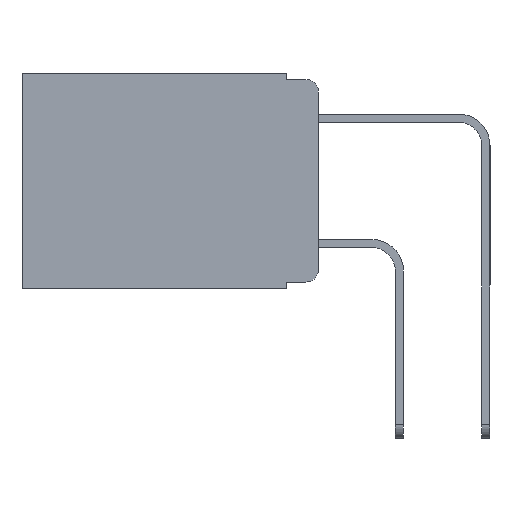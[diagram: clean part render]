
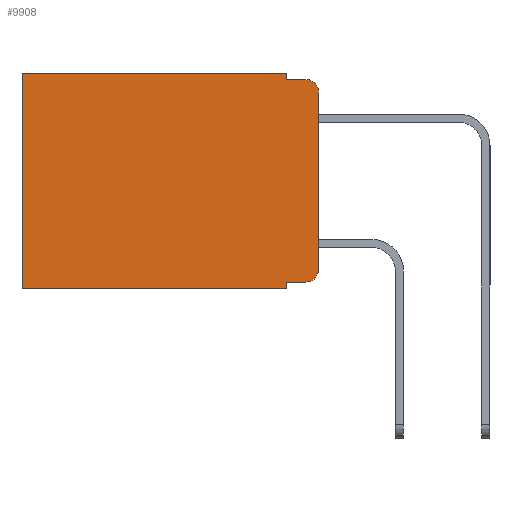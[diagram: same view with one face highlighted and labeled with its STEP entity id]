
A CAD part, left-side view. The second image highlights one B-rep face of the part: STEP entity #9908.
In plain terms, the highlighted planar face has unit normal (-1, 0, 0).
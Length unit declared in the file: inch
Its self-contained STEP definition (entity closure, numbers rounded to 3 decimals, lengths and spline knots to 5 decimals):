
#66 = VECTOR ( 'NONE', #11803, 39.37008 ) ;
#67 = DIRECTION ( 'NONE',  ( 0., 1., 0. ) ) ;
#592 = ORIENTED_EDGE ( 'NONE', *, *, #7037, .F. ) ;
#731 = AXIS2_PLACEMENT_3D ( 'NONE', #8288, #1143, #9442 ) ;
#958 = ORIENTED_EDGE ( 'NONE', *, *, #10242, .T. ) ;
#961 = CARTESIAN_POINT ( 'NONE',  ( 0.298, 0., 0. ) ) ;
#965 = CARTESIAN_POINT ( 'NONE',  ( 0.298, 0., -0.03 ) ) ;
#1008 = ORIENTED_EDGE ( 'NONE', *, *, #12107, .T. ) ;
#1143 = DIRECTION ( 'NONE',  ( -1., 0., 0. ) ) ;
#1187 = CARTESIAN_POINT ( 'NONE',  ( 0.298, 0.051, -0.333 ) ) ;
#1347 = ORIENTED_EDGE ( 'NONE', *, *, #12839, .F. ) ;
#1531 = LINE ( 'NONE', #8851, #10575 ) ;
#1845 = DIRECTION ( 'NONE',  ( 0., 0., -1. ) ) ;
#1966 = CARTESIAN_POINT ( 'NONE',  ( 0.298, 0.051, 0. ) ) ;
#2221 = DIRECTION ( 'NONE',  ( 0., 0., -1. ) ) ;
#2252 = PLANE ( 'NONE',  #10474 ) ;
#2717 = ORIENTED_EDGE ( 'NONE', *, *, #13028, .F. ) ;
#2719 = CARTESIAN_POINT ( 'NONE',  ( 0.298, 0., -0.313 ) ) ;
#3113 = ORIENTED_EDGE ( 'NONE', *, *, #10614, .T. ) ;
#3459 = DIRECTION ( 'NONE',  ( 1., 0., 0. ) ) ;
#3778 = CARTESIAN_POINT ( 'NONE',  ( 0.298, 0., -0.343 ) ) ;
#3895 = VERTEX_POINT ( 'NONE', #8626 ) ;
#4158 = VERTEX_POINT ( 'NONE', #2719 ) ;
#4274 = CARTESIAN_POINT ( 'NONE',  ( 0.298, 0.051, -0.01 ) ) ;
#4872 = EDGE_CURVE ( 'NONE', #5666, #7226, #10395, .T. ) ;
#5460 = DIRECTION ( 'NONE',  ( -1., 0., 0. ) ) ;
#5470 = VECTOR ( 'NONE', #8334, 39.37008 ) ;
#5662 = EDGE_CURVE ( 'NONE', #8023, #7226, #12117, .T. ) ;
#5666 = VERTEX_POINT ( 'NONE', #5942 ) ;
#5855 = CARTESIAN_POINT ( 'NONE',  ( 0.298, 0.051, -0.333 ) ) ;
#5914 = ORIENTED_EDGE ( 'NONE', *, *, #9067, .T. ) ;
#5926 = VECTOR ( 'NONE', #1845, 39.37008 ) ;
#5942 = CARTESIAN_POINT ( 'NONE',  ( 0.298, 0.051, -0.01 ) ) ;
#5961 = LINE ( 'NONE', #3778, #14648 ) ;
#6910 = LINE ( 'NONE', #15084, #66 ) ;
#7037 = EDGE_CURVE ( 'NONE', #14131, #14243, #5961, .T. ) ;
#7152 = ORIENTED_EDGE ( 'NONE', *, *, #4872, .F. ) ;
#7214 = CARTESIAN_POINT ( 'NONE',  ( 0.298, 0.473, -0.343 ) ) ;
#7226 = VERTEX_POINT ( 'NONE', #7598 ) ;
#7438 = VERTEX_POINT ( 'NONE', #1966 ) ;
#7598 = CARTESIAN_POINT ( 'NONE',  ( 0.298, 0.02, -0.01 ) ) ;
#7632 = VECTOR ( 'NONE', #12039, 39.37008 ) ;
#8023 = VERTEX_POINT ( 'NONE', #965 ) ;
#8233 = AXIS2_PLACEMENT_3D ( 'NONE', #12337, #5460, #13457 ) ;
#8288 = CARTESIAN_POINT ( 'NONE',  ( 0.298, 0.02, -0.03 ) ) ;
#8334 = DIRECTION ( 'NONE',  ( 0., -1., 0. ) ) ;
#8626 = CARTESIAN_POINT ( 'NONE',  ( 0.298, 0.473, 0. ) ) ;
#8662 = LINE ( 'NONE', #8929, #5926 ) ;
#8819 = CARTESIAN_POINT ( 'NONE',  ( 0.298, 0.02, -0.333 ) ) ;
#8851 = CARTESIAN_POINT ( 'NONE',  ( 0.298, 0., 0. ) ) ;
#8929 = CARTESIAN_POINT ( 'NONE',  ( 0.298, 0.051, 0. ) ) ;
#9067 = EDGE_CURVE ( 'NONE', #13405, #4158, #11481, .T. ) ;
#9249 = CARTESIAN_POINT ( 'NONE',  ( 0.298, 0.051, -0.343 ) ) ;
#9315 = CARTESIAN_POINT ( 'NONE',  ( 0.298, 0., 0. ) ) ;
#9442 = DIRECTION ( 'NONE',  ( 0., 0., -1. ) ) ;
#9817 = EDGE_LOOP ( 'NONE', ( #2717, #12506, #7152, #1347, #958, #1008, #592, #11839, #3113, #5914 ) ) ;
#9908 = ADVANCED_FACE ( 'NONE', ( #15078 ), #2252, .F. ) ;
#10011 = DIRECTION ( 'NONE',  ( 0., 1., 0. ) ) ;
#10242 = EDGE_CURVE ( 'NONE', #7438, #3895, #1531, .T. ) ;
#10395 = LINE ( 'NONE', #4274, #13343 ) ;
#10474 = AXIS2_PLACEMENT_3D ( 'NONE', #9315, #3459, #11594 ) ;
#10575 = VECTOR ( 'NONE', #10011, 39.37008 ) ;
#10614 = EDGE_CURVE ( 'NONE', #11865, #13405, #11956, .T. ) ;
#10692 = LINE ( 'NONE', #10924, #7632 ) ;
#10924 = CARTESIAN_POINT ( 'NONE',  ( 0.298, 0.473, 0. ) ) ;
#11362 = EDGE_CURVE ( 'NONE', #11865, #14131, #6910, .T. ) ;
#11481 = CIRCLE ( 'NONE', #8233, 0.02 ) ;
#11594 = DIRECTION ( 'NONE',  ( 0., 0., -1. ) ) ;
#11803 = DIRECTION ( 'NONE',  ( 0., 0., -1. ) ) ;
#11839 = ORIENTED_EDGE ( 'NONE', *, *, #11362, .F. ) ;
#11865 = VERTEX_POINT ( 'NONE', #5855 ) ;
#11956 = LINE ( 'NONE', #1187, #5470 ) ;
#12039 = DIRECTION ( 'NONE',  ( 0., 0., -1. ) ) ;
#12107 = EDGE_CURVE ( 'NONE', #3895, #14243, #10692, .T. ) ;
#12117 = CIRCLE ( 'NONE', #731, 0.02 ) ;
#12195 = LINE ( 'NONE', #961, #14785 ) ;
#12337 = CARTESIAN_POINT ( 'NONE',  ( 0.298, 0.02, -0.313 ) ) ;
#12341 = DIRECTION ( 'NONE',  ( 0., -1., 0. ) ) ;
#12506 = ORIENTED_EDGE ( 'NONE', *, *, #5662, .T. ) ;
#12839 = EDGE_CURVE ( 'NONE', #7438, #5666, #8662, .T. ) ;
#13028 = EDGE_CURVE ( 'NONE', #8023, #4158, #12195, .T. ) ;
#13343 = VECTOR ( 'NONE', #12341, 39.37008 ) ;
#13405 = VERTEX_POINT ( 'NONE', #8819 ) ;
#13457 = DIRECTION ( 'NONE',  ( 0., 0., -1. ) ) ;
#14131 = VERTEX_POINT ( 'NONE', #9249 ) ;
#14243 = VERTEX_POINT ( 'NONE', #7214 ) ;
#14648 = VECTOR ( 'NONE', #67, 39.37008 ) ;
#14785 = VECTOR ( 'NONE', #2221, 39.37008 ) ;
#15078 = FACE_OUTER_BOUND ( 'NONE', #9817, .T. ) ;
#15084 = CARTESIAN_POINT ( 'NONE',  ( 0.298, 0.051, 0. ) ) ;
